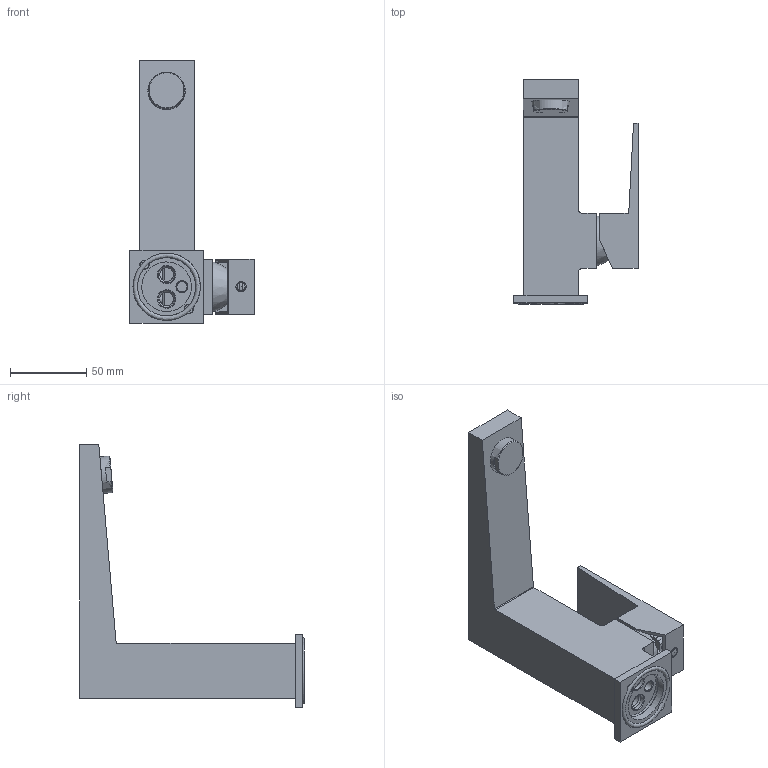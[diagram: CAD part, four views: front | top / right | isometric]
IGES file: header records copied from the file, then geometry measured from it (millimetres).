
Global section: file name: b2a20952-fda9-44db-b385-81ff4fe8d527; native system: unknown; preprocessor: unknown; author: unknown; organization: unknown; date: 20191209.135950; units: millimetre
Bounding box: 81.2 x 146.92 x 172 mm (x, y, z)
Volume: 140943.2 mm3; surface area: 109608.8 mm2
Topology: 11 solids, 11 shells, 370 faces, 1030 edges, 707 vertices
Faces by surface type: bspline 370
